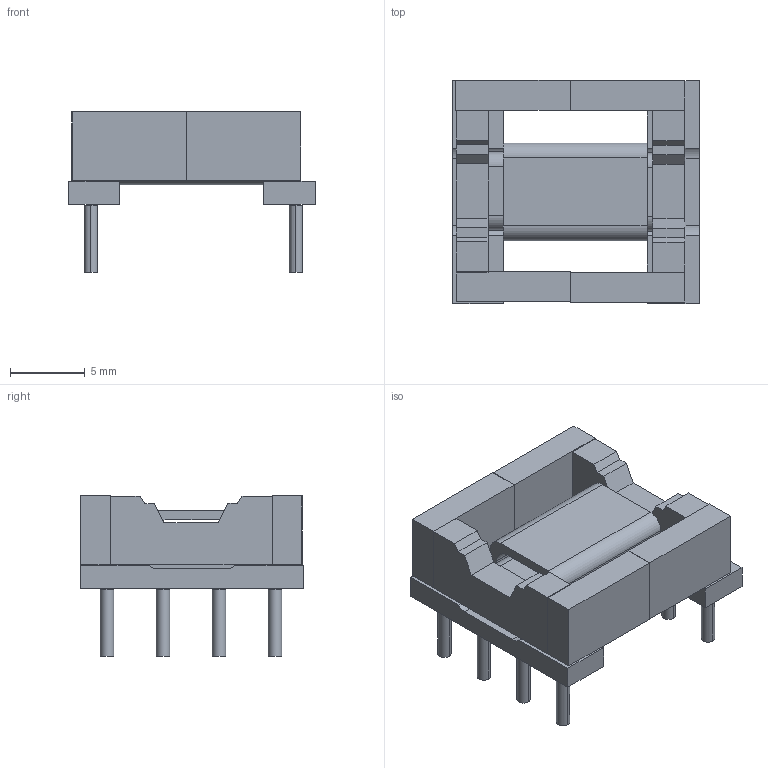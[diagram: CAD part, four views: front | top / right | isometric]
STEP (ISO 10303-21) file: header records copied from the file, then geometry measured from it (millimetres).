
FILE_DESCRIPTION((''),'2;1');
FILE_NAME('COIL41.stp','2013-05-07T14:18:44',(''),(''),'Mechanical Desktop 2011','Mechanical Desktop 2011',', , ');
FILE_SCHEMA(('AUTOMOTIVE_DESIGN { 1 2 10303 214 1 1 1 1 }'));
Length unit declared in the file: millimetre
Products named in the file (1): Product
Bounding box: 16.52 x 14.95 x 10.79 mm (x, y, z)
Volume: 889.1 mm3; surface area: 1752.6 mm2
Topology: 19 solids, 19 shells, 142 faces, 315 edges, 212 vertices
Faces by surface type: plane 106, cylinder 36
Entity records: 3959 total; most frequent: DIRECTION 675, CARTESIAN_POINT 669, ORIENTED_EDGE 628, EDGE_CURVE 314, VECTOR 241, LINE 241, AXIS2_PLACEMENT_3D 217, VERTEX_POINT 210
